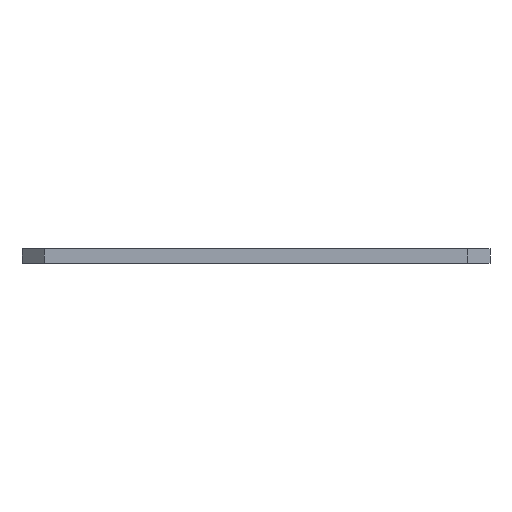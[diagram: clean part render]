
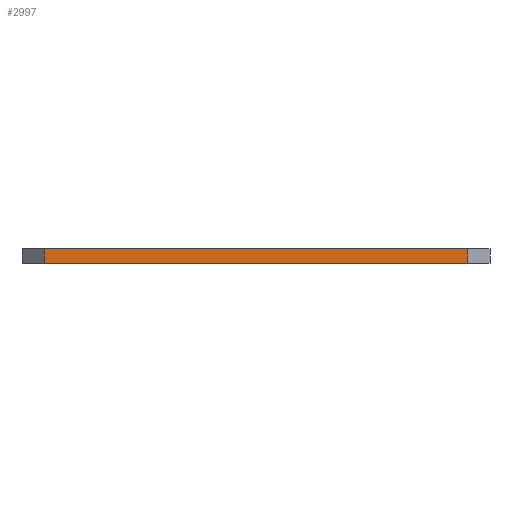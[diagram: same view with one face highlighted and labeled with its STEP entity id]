
A CAD part, front view. The second image highlights one B-rep face of the part: STEP entity #2997.
In plain terms, the highlighted planar face has unit normal (0, -1, 0).
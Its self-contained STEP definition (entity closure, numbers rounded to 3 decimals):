
#83 = PLANE('',#84);
#84 = AXIS2_PLACEMENT_3D('',#85,#86,#87);
#85 = CARTESIAN_POINT('',(148.642,-105.274,1.6));
#86 = DIRECTION('',(-0.,-0.,-1.));
#87 = DIRECTION('',(-1.,0.,0.));
#137 = PLANE('',#138);
#138 = AXIS2_PLACEMENT_3D('',#139,#140,#141);
#139 = CARTESIAN_POINT('',(148.642,-105.274,0.));
#140 = DIRECTION('',(-0.,-0.,-1.));
#141 = DIRECTION('',(-1.,0.,0.));
#268 = PLANE('',#269);
#269 = AXIS2_PLACEMENT_3D('',#270,#271,#272);
#270 = CARTESIAN_POINT('',(175.171,-132.309,0.));
#271 = DIRECTION('',(0.707,-0.707,0.));
#272 = DIRECTION('',(-0.707,-0.707,0.));
#307 = VERTEX_POINT('',#308);
#308 = CARTESIAN_POINT('',(172.631,-134.849,0.));
#329 = EDGE_CURVE('',#307,#330,#332,.T.);
#330 = VERTEX_POINT('',#331);
#331 = CARTESIAN_POINT('',(124.371,-134.849,0.));
#332 = SURFACE_CURVE('',#333,(#337,#344),.PCURVE_S1.);
#333 = LINE('',#334,#335);
#334 = CARTESIAN_POINT('',(172.631,-134.849,0.));
#335 = VECTOR('',#336,1.);
#336 = DIRECTION('',(-1.,0.,0.));
#337 = PCURVE('',#137,#338);
#338 = DEFINITIONAL_REPRESENTATION('',(#339),#343);
#339 = LINE('',#340,#341);
#340 = CARTESIAN_POINT('',(-23.989,-29.574));
#341 = VECTOR('',#342,1.);
#342 = DIRECTION('',(1.,0.));
#343 = ( GEOMETRIC_REPRESENTATION_CONTEXT(2) 
PARAMETRIC_REPRESENTATION_CONTEXT() REPRESENTATION_CONTEXT('2D SPACE',''
  ) );
#344 = PCURVE('',#345,#350);
#345 = PLANE('',#346);
#346 = AXIS2_PLACEMENT_3D('',#347,#348,#349);
#347 = CARTESIAN_POINT('',(172.631,-134.849,0.));
#348 = DIRECTION('',(0.,-1.,0.));
#349 = DIRECTION('',(-1.,0.,0.));
#350 = DEFINITIONAL_REPRESENTATION('',(#351),#355);
#351 = LINE('',#352,#353);
#352 = CARTESIAN_POINT('',(0.,-0.));
#353 = VECTOR('',#354,1.);
#354 = DIRECTION('',(1.,0.));
#355 = ( GEOMETRIC_REPRESENTATION_CONTEXT(2) 
PARAMETRIC_REPRESENTATION_CONTEXT() REPRESENTATION_CONTEXT('2D SPACE',''
  ) );
#373 = PLANE('',#374);
#374 = AXIS2_PLACEMENT_3D('',#375,#376,#377);
#375 = CARTESIAN_POINT('',(124.371,-134.849,0.));
#376 = DIRECTION('',(-0.707,-0.707,0.));
#377 = DIRECTION('',(-0.707,0.707,0.));
#1715 = VERTEX_POINT('',#1716);
#1716 = CARTESIAN_POINT('',(172.631,-134.849,1.6));
#1737 = EDGE_CURVE('',#1715,#1738,#1740,.T.);
#1738 = VERTEX_POINT('',#1739);
#1739 = CARTESIAN_POINT('',(124.371,-134.849,1.6));
#1740 = SURFACE_CURVE('',#1741,(#1745,#1752),.PCURVE_S1.);
#1741 = LINE('',#1742,#1743);
#1742 = CARTESIAN_POINT('',(172.631,-134.849,1.6));
#1743 = VECTOR('',#1744,1.);
#1744 = DIRECTION('',(-1.,0.,0.));
#1745 = PCURVE('',#83,#1746);
#1746 = DEFINITIONAL_REPRESENTATION('',(#1747),#1751);
#1747 = LINE('',#1748,#1749);
#1748 = CARTESIAN_POINT('',(-23.989,-29.574));
#1749 = VECTOR('',#1750,1.);
#1750 = DIRECTION('',(1.,0.));
#1751 = ( GEOMETRIC_REPRESENTATION_CONTEXT(2) 
PARAMETRIC_REPRESENTATION_CONTEXT() REPRESENTATION_CONTEXT('2D SPACE',''
  ) );
#1752 = PCURVE('',#345,#1753);
#1753 = DEFINITIONAL_REPRESENTATION('',(#1754),#1758);
#1754 = LINE('',#1755,#1756);
#1755 = CARTESIAN_POINT('',(0.,-1.6));
#1756 = VECTOR('',#1757,1.);
#1757 = DIRECTION('',(1.,0.));
#1758 = ( GEOMETRIC_REPRESENTATION_CONTEXT(2) 
PARAMETRIC_REPRESENTATION_CONTEXT() REPRESENTATION_CONTEXT('2D SPACE',''
  ) );
#2949 = EDGE_CURVE('',#307,#1715,#2950,.T.);
#2950 = SURFACE_CURVE('',#2951,(#2955,#2962),.PCURVE_S1.);
#2951 = LINE('',#2952,#2953);
#2952 = CARTESIAN_POINT('',(172.631,-134.849,0.));
#2953 = VECTOR('',#2954,1.);
#2954 = DIRECTION('',(0.,0.,1.));
#2955 = PCURVE('',#268,#2956);
#2956 = DEFINITIONAL_REPRESENTATION('',(#2957),#2961);
#2957 = LINE('',#2958,#2959);
#2958 = CARTESIAN_POINT('',(3.592,0.));
#2959 = VECTOR('',#2960,1.);
#2960 = DIRECTION('',(0.,-1.));
#2961 = ( GEOMETRIC_REPRESENTATION_CONTEXT(2) 
PARAMETRIC_REPRESENTATION_CONTEXT() REPRESENTATION_CONTEXT('2D SPACE',''
  ) );
#2962 = PCURVE('',#345,#2963);
#2963 = DEFINITIONAL_REPRESENTATION('',(#2964),#2968);
#2964 = LINE('',#2965,#2966);
#2965 = CARTESIAN_POINT('',(0.,-0.));
#2966 = VECTOR('',#2967,1.);
#2967 = DIRECTION('',(0.,-1.));
#2968 = ( GEOMETRIC_REPRESENTATION_CONTEXT(2) 
PARAMETRIC_REPRESENTATION_CONTEXT() REPRESENTATION_CONTEXT('2D SPACE',''
  ) );
#2997 = ADVANCED_FACE('',(#2998),#345,.T.);
#2998 = FACE_BOUND('',#2999,.T.);
#2999 = EDGE_LOOP('',(#3000,#3001,#3002,#3023));
#3000 = ORIENTED_EDGE('',*,*,#2949,.T.);
#3001 = ORIENTED_EDGE('',*,*,#1737,.T.);
#3002 = ORIENTED_EDGE('',*,*,#3003,.F.);
#3003 = EDGE_CURVE('',#330,#1738,#3004,.T.);
#3004 = SURFACE_CURVE('',#3005,(#3009,#3016),.PCURVE_S1.);
#3005 = LINE('',#3006,#3007);
#3006 = CARTESIAN_POINT('',(124.371,-134.849,0.));
#3007 = VECTOR('',#3008,1.);
#3008 = DIRECTION('',(0.,0.,1.));
#3009 = PCURVE('',#345,#3010);
#3010 = DEFINITIONAL_REPRESENTATION('',(#3011),#3015);
#3011 = LINE('',#3012,#3013);
#3012 = CARTESIAN_POINT('',(48.26,0.));
#3013 = VECTOR('',#3014,1.);
#3014 = DIRECTION('',(0.,-1.));
#3015 = ( GEOMETRIC_REPRESENTATION_CONTEXT(2) 
PARAMETRIC_REPRESENTATION_CONTEXT() REPRESENTATION_CONTEXT('2D SPACE',''
  ) );
#3016 = PCURVE('',#373,#3017);
#3017 = DEFINITIONAL_REPRESENTATION('',(#3018),#3022);
#3018 = LINE('',#3019,#3020);
#3019 = CARTESIAN_POINT('',(0.,0.));
#3020 = VECTOR('',#3021,1.);
#3021 = DIRECTION('',(0.,-1.));
#3022 = ( GEOMETRIC_REPRESENTATION_CONTEXT(2) 
PARAMETRIC_REPRESENTATION_CONTEXT() REPRESENTATION_CONTEXT('2D SPACE',''
  ) );
#3023 = ORIENTED_EDGE('',*,*,#329,.F.);
